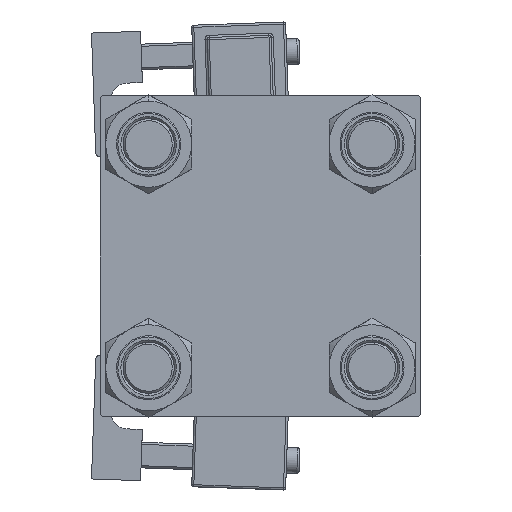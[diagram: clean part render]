
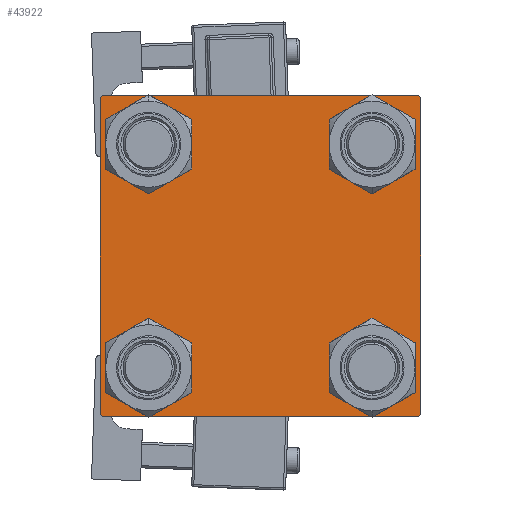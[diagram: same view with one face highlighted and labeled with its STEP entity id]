
A CAD part, left-side view. The second image highlights one B-rep face of the part: STEP entity #43922.
In plain terms, the highlighted planar face has unit normal (-1, 0, 0).
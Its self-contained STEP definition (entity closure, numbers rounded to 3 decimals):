
#566 = EDGE_LOOP ( 'NONE', ( #42639, #20061 ) ) ;
#1420 = CARTESIAN_POINT ( 'NONE',  ( 0., 37.5, 37. ) ) ;
#2099 = AXIS2_PLACEMENT_3D ( 'NONE', #53656, #41301, #36914 ) ;
#3460 = VERTEX_POINT ( 'NONE', #11544 ) ;
#4568 = DIRECTION ( 'NONE',  ( 1., 0., 0. ) ) ;
#4596 = CARTESIAN_POINT ( 'NONE',  ( 0., -26.15, -26.15 ) ) ;
#6255 = FACE_BOUND ( 'NONE', #9345, .T. ) ;
#6528 = CARTESIAN_POINT ( 'NONE',  ( 0., 0., 0. ) ) ;
#6572 = DIRECTION ( 'NONE',  ( 1., 0., 0. ) ) ;
#6579 = CARTESIAN_POINT ( 'NONE',  ( 0., -37.5, -37. ) ) ;
#6878 = CARTESIAN_POINT ( 'NONE',  ( 0., -37.5, 37.5 ) ) ;
#7258 = VERTEX_POINT ( 'NONE', #37129 ) ;
#7311 = VERTEX_POINT ( 'NONE', #31917 ) ;
#7635 = DIRECTION ( 'NONE',  ( 1., 0., 0. ) ) ;
#8582 = AXIS2_PLACEMENT_3D ( 'NONE', #6528, #23253, #36133 ) ;
#9345 = EDGE_LOOP ( 'NONE', ( #14755, #31719 ) ) ;
#9450 = EDGE_CURVE ( 'NONE', #3460, #54031, #32782, .T. ) ;
#9460 = VERTEX_POINT ( 'NONE', #25945 ) ;
#10370 = FACE_BOUND ( 'NONE', #35068, .T. ) ;
#11008 = DIRECTION ( 'NONE',  ( 0., 0., -1. ) ) ;
#11059 = CARTESIAN_POINT ( 'NONE',  ( 0., -26.15, 26.15 ) ) ;
#11414 = AXIS2_PLACEMENT_3D ( 'NONE', #11059, #27765, #23651 ) ;
#11520 = CIRCLE ( 'NONE', #40410, 6.5 ) ;
#11544 = CARTESIAN_POINT ( 'NONE',  ( 0., -26.15, -32.65 ) ) ;
#11728 = DIRECTION ( 'NONE',  ( 0., 0., -1. ) ) ;
#12107 = ORIENTED_EDGE ( 'NONE', *, *, #32503, .F. ) ;
#12626 = CIRCLE ( 'NONE', #2099, 6.5 ) ;
#12929 = ORIENTED_EDGE ( 'NONE', *, *, #34968, .T. ) ;
#13413 = CARTESIAN_POINT ( 'NONE',  ( 0., 26.15, -26.15 ) ) ;
#14213 = ORIENTED_EDGE ( 'NONE', *, *, #17901, .T. ) ;
#14749 = DIRECTION ( 'NONE',  ( 0., 0.707, -0.707 ) ) ;
#14755 = ORIENTED_EDGE ( 'NONE', *, *, #51114, .T. ) ;
#14861 = LINE ( 'NONE', #19499, #29417 ) ;
#14978 = AXIS2_PLACEMENT_3D ( 'NONE', #4596, #7635, #21326 ) ;
#15063 = VERTEX_POINT ( 'NONE', #52933 ) ;
#15762 = ORIENTED_EDGE ( 'NONE', *, *, #47670, .T. ) ;
#16339 = EDGE_LOOP ( 'NONE', ( #20122, #20019 ) ) ;
#16493 = EDGE_CURVE ( 'NONE', #46222, #21198, #14861, .T. ) ;
#17901 = EDGE_CURVE ( 'NONE', #15063, #23533, #22415, .T. ) ;
#18370 = VERTEX_POINT ( 'NONE', #24507 ) ;
#18590 = CIRCLE ( 'NONE', #29986, 6.5 ) ;
#18810 = EDGE_CURVE ( 'NONE', #7311, #42638, #18850, .T. ) ;
#18850 = LINE ( 'NONE', #35584, #42599 ) ;
#18963 = DIRECTION ( 'NONE',  ( 0., 0., 1. ) ) ;
#19499 = CARTESIAN_POINT ( 'NONE',  ( 0., -37.25, 37.25 ) ) ;
#20019 = ORIENTED_EDGE ( 'NONE', *, *, #9450, .T. ) ;
#20061 = ORIENTED_EDGE ( 'NONE', *, *, #34602, .T. ) ;
#20122 = ORIENTED_EDGE ( 'NONE', *, *, #21485, .T. ) ;
#21198 = VERTEX_POINT ( 'NONE', #49915 ) ;
#21326 = DIRECTION ( 'NONE',  ( 0., 0., 1. ) ) ;
#21485 = EDGE_CURVE ( 'NONE', #54031, #3460, #32462, .T. ) ;
#21529 = DIRECTION ( 'NONE',  ( 0., 0., 1. ) ) ;
#22415 = LINE ( 'NONE', #35016, #31249 ) ;
#22457 = ORIENTED_EDGE ( 'NONE', *, *, #32797, .T. ) ;
#22477 = EDGE_LOOP ( 'NONE', ( #34765, #14213, #15762, #22457, #12107, #26937, #35123, #30453 ) ) ;
#22979 = FACE_BOUND ( 'NONE', #566, .T. ) ;
#23253 = DIRECTION ( 'NONE',  ( -1., 0., 0. ) ) ;
#23399 = DIRECTION ( 'NONE',  ( 0., -1., 0. ) ) ;
#23439 = CARTESIAN_POINT ( 'NONE',  ( 0., 37., -37.5 ) ) ;
#23533 = VERTEX_POINT ( 'NONE', #23439 ) ;
#23608 = DIRECTION ( 'NONE',  ( 1., 0., 0. ) ) ;
#23651 = DIRECTION ( 'NONE',  ( 0., 0., 1. ) ) ;
#24270 = EDGE_CURVE ( 'NONE', #32604, #37779, #35038, .T. ) ;
#24507 = CARTESIAN_POINT ( 'NONE',  ( 0., -37., -37.5 ) ) ;
#25945 = CARTESIAN_POINT ( 'NONE',  ( 0., 26.15, 32.65 ) ) ;
#26069 = AXIS2_PLACEMENT_3D ( 'NONE', #13413, #30119, #47137 ) ;
#26170 = DIRECTION ( 'NONE',  ( 1., 0., 0. ) ) ;
#26338 = DIRECTION ( 'NONE',  ( 0., -1., 0. ) ) ;
#26937 = ORIENTED_EDGE ( 'NONE', *, *, #16493, .T. ) ;
#27765 = DIRECTION ( 'NONE',  ( 1., 0., 0. ) ) ;
#28982 = LINE ( 'NONE', #53678, #31053 ) ;
#29100 = VERTEX_POINT ( 'NONE', #51723 ) ;
#29417 = VECTOR ( 'NONE', #36229, 1000. ) ;
#29986 = AXIS2_PLACEMENT_3D ( 'NONE', #50328, #26170, #21529 ) ;
#30092 = DIRECTION ( 'NONE',  ( 0., -0.707, -0.707 ) ) ;
#30106 = VECTOR ( 'NONE', #11008, 1000. ) ;
#30119 = DIRECTION ( 'NONE',  ( 1., 0., 0. ) ) ;
#30189 = LINE ( 'NONE', #46932, #45409 ) ;
#30453 = ORIENTED_EDGE ( 'NONE', *, *, #18810, .T. ) ;
#30455 = CIRCLE ( 'NONE', #26069, 6.5 ) ;
#31053 = VECTOR ( 'NONE', #11728, 1000. ) ;
#31249 = VECTOR ( 'NONE', #30092, 1000. ) ;
#31719 = ORIENTED_EDGE ( 'NONE', *, *, #24270, .T. ) ;
#31917 = CARTESIAN_POINT ( 'NONE',  ( 0., 37., 37.5 ) ) ;
#32462 = CIRCLE ( 'NONE', #14978, 6.5 ) ;
#32503 = EDGE_CURVE ( 'NONE', #46222, #35406, #36489, .T. ) ;
#32604 = VERTEX_POINT ( 'NONE', #37305 ) ;
#32739 = AXIS2_PLACEMENT_3D ( 'NONE', #43849, #6572, #39756 ) ;
#32782 = CIRCLE ( 'NONE', #44124, 6.5 ) ;
#32797 = EDGE_CURVE ( 'NONE', #18370, #35406, #49039, .T. ) ;
#34153 = DIRECTION ( 'NONE',  ( 0., 0., 1. ) ) ;
#34371 = VECTOR ( 'NONE', #23399, 1000. ) ;
#34602 = EDGE_CURVE ( 'NONE', #29100, #7258, #49380, .T. ) ;
#34765 = ORIENTED_EDGE ( 'NONE', *, *, #36711, .T. ) ;
#34968 = EDGE_CURVE ( 'NONE', #9460, #37144, #12626, .T. ) ;
#35016 = CARTESIAN_POINT ( 'NONE',  ( 0., 37.25, -37.25 ) ) ;
#35038 = CIRCLE ( 'NONE', #11414, 6.5 ) ;
#35068 = EDGE_LOOP ( 'NONE', ( #12929, #49748 ) ) ;
#35123 = ORIENTED_EDGE ( 'NONE', *, *, #44648, .F. ) ;
#35336 = DIRECTION ( 'NONE',  ( 0., -0.707, 0.707 ) ) ;
#35406 = VERTEX_POINT ( 'NONE', #6579 ) ;
#35584 = CARTESIAN_POINT ( 'NONE',  ( 0., 37.25, 37.25 ) ) ;
#35744 = LINE ( 'NONE', #52736, #34371 ) ;
#36133 = DIRECTION ( 'NONE',  ( 0., 0., 1. ) ) ;
#36229 = DIRECTION ( 'NONE',  ( 0., 0.707, 0.707 ) ) ;
#36489 = LINE ( 'NONE', #6878, #30106 ) ;
#36711 = EDGE_CURVE ( 'NONE', #42638, #15063, #28982, .T. ) ;
#36914 = DIRECTION ( 'NONE',  ( 0., 0., 1. ) ) ;
#37129 = CARTESIAN_POINT ( 'NONE',  ( 0., 26.15, -19.65 ) ) ;
#37144 = VERTEX_POINT ( 'NONE', #51032 ) ;
#37163 = VECTOR ( 'NONE', #35336, 1000. ) ;
#37305 = CARTESIAN_POINT ( 'NONE',  ( 0., -26.15, 19.65 ) ) ;
#37779 = VERTEX_POINT ( 'NONE', #50897 ) ;
#39756 = DIRECTION ( 'NONE',  ( 0., 0., 1. ) ) ;
#40410 = AXIS2_PLACEMENT_3D ( 'NONE', #44450, #23608, #18963 ) ;
#41301 = DIRECTION ( 'NONE',  ( 1., 0., 0. ) ) ;
#42122 = CARTESIAN_POINT ( 'NONE',  ( 0., -26.15, -26.15 ) ) ;
#42599 = VECTOR ( 'NONE', #14749, 1000. ) ;
#42638 = VERTEX_POINT ( 'NONE', #1420 ) ;
#42639 = ORIENTED_EDGE ( 'NONE', *, *, #43735, .T. ) ;
#43735 = EDGE_CURVE ( 'NONE', #7258, #29100, #30455, .T. ) ;
#43849 = CARTESIAN_POINT ( 'NONE',  ( 0., 26.15, -26.15 ) ) ;
#43922 = ADVANCED_FACE ( 'NONE', ( #6255, #47949, #22979, #10370, #52591 ), #48206, .T. ) ;
#44124 = AXIS2_PLACEMENT_3D ( 'NONE', #42122, #4568, #34153 ) ;
#44450 = CARTESIAN_POINT ( 'NONE',  ( 0., 26.15, 26.15 ) ) ;
#44648 = EDGE_CURVE ( 'NONE', #7311, #21198, #30189, .T. ) ;
#44906 = CARTESIAN_POINT ( 'NONE',  ( 0., -37.25, -37.25 ) ) ;
#45409 = VECTOR ( 'NONE', #26338, 1000. ) ;
#46222 = VERTEX_POINT ( 'NONE', #52598 ) ;
#46932 = CARTESIAN_POINT ( 'NONE',  ( 0., 37.5, 37.5 ) ) ;
#47137 = DIRECTION ( 'NONE',  ( 0., 0., 1. ) ) ;
#47670 = EDGE_CURVE ( 'NONE', #23533, #18370, #35744, .T. ) ;
#47949 = FACE_BOUND ( 'NONE', #16339, .T. ) ;
#48206 = PLANE ( 'NONE',  #8582 ) ;
#48935 = EDGE_CURVE ( 'NONE', #37144, #9460, #11520, .T. ) ;
#49039 = LINE ( 'NONE', #44906, #37163 ) ;
#49380 = CIRCLE ( 'NONE', #32739, 6.5 ) ;
#49748 = ORIENTED_EDGE ( 'NONE', *, *, #48935, .T. ) ;
#49915 = CARTESIAN_POINT ( 'NONE',  ( 0., -37., 37.5 ) ) ;
#50328 = CARTESIAN_POINT ( 'NONE',  ( 0., -26.15, 26.15 ) ) ;
#50897 = CARTESIAN_POINT ( 'NONE',  ( 0., -26.15, 32.65 ) ) ;
#51032 = CARTESIAN_POINT ( 'NONE',  ( 0., 26.15, 19.65 ) ) ;
#51114 = EDGE_CURVE ( 'NONE', #37779, #32604, #18590, .T. ) ;
#51723 = CARTESIAN_POINT ( 'NONE',  ( 0., 26.15, -32.65 ) ) ;
#52591 = FACE_OUTER_BOUND ( 'NONE', #22477, .T. ) ;
#52598 = CARTESIAN_POINT ( 'NONE',  ( 0., -37.5, 37. ) ) ;
#52736 = CARTESIAN_POINT ( 'NONE',  ( 0., 37.5, -37.5 ) ) ;
#52933 = CARTESIAN_POINT ( 'NONE',  ( 0., 37.5, -37. ) ) ;
#53113 = CARTESIAN_POINT ( 'NONE',  ( 0., -26.15, -19.65 ) ) ;
#53656 = CARTESIAN_POINT ( 'NONE',  ( 0., 26.15, 26.15 ) ) ;
#53678 = CARTESIAN_POINT ( 'NONE',  ( 0., 37.5, 37.5 ) ) ;
#54031 = VERTEX_POINT ( 'NONE', #53113 ) ;
